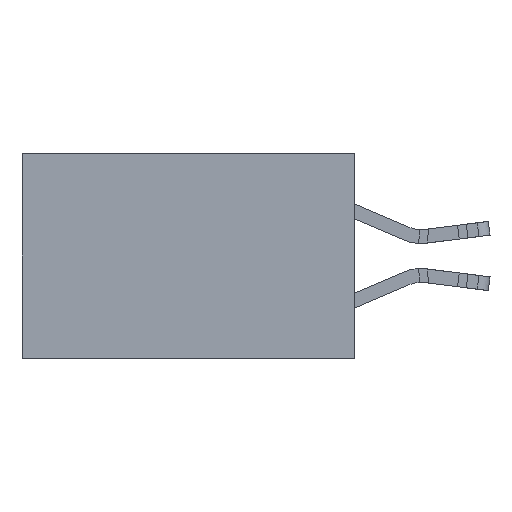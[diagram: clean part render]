
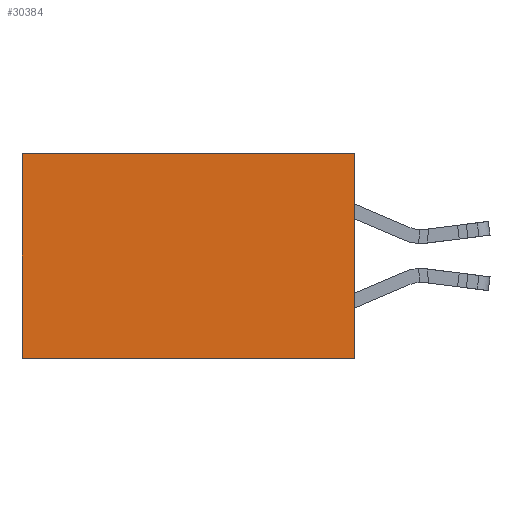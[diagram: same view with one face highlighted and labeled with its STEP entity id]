
A CAD part, left-side view. The second image highlights one B-rep face of the part: STEP entity #30384.
In plain terms, the highlighted planar face has unit normal (-1, 0, 0).
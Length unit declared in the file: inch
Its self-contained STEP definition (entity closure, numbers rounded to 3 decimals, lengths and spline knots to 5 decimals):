
#2009 = EDGE_CURVE ( 'NONE', #11780, #11021, #27478, .T. ) ;
#2594 = ORIENTED_EDGE ( 'NONE', *, *, #26561, .T. ) ;
#3115 = VECTOR ( 'NONE', #25032, 39.37008 ) ;
#3658 = CARTESIAN_POINT ( 'NONE',  ( 0.298, 0.6, 0. ) ) ;
#4208 = CARTESIAN_POINT ( 'NONE',  ( 0.298, 0., 0. ) ) ;
#5148 = CARTESIAN_POINT ( 'NONE',  ( 0.298, 0., 0. ) ) ;
#5759 = LINE ( 'NONE', #22614, #3115 ) ;
#7259 = VECTOR ( 'NONE', #13727, 39.37008 ) ;
#8507 = VECTOR ( 'NONE', #11152, 39.37008 ) ;
#8731 = ORIENTED_EDGE ( 'NONE', *, *, #2009, .F. ) ;
#11021 = VERTEX_POINT ( 'NONE', #12183 ) ;
#11152 = DIRECTION ( 'NONE',  ( 0., 0., -1. ) ) ;
#11277 = CARTESIAN_POINT ( 'NONE',  ( 0.298, 0., 0. ) ) ;
#11780 = VERTEX_POINT ( 'NONE', #5148 ) ;
#12119 = ORIENTED_EDGE ( 'NONE', *, *, #25997, .F. ) ;
#12183 = CARTESIAN_POINT ( 'NONE',  ( 0.298, 0., -0.37 ) ) ;
#13408 = EDGE_CURVE ( 'NONE', #28283, #25355, #17586, .T. ) ;
#13704 = LINE ( 'NONE', #4208, #7259 ) ;
#13727 = DIRECTION ( 'NONE',  ( 0., 1., 0. ) ) ;
#16474 = VECTOR ( 'NONE', #22568, 39.37008 ) ;
#17586 = LINE ( 'NONE', #3658, #16474 ) ;
#17840 = CARTESIAN_POINT ( 'NONE',  ( 0.298, 0.6, 0. ) ) ;
#17907 = CARTESIAN_POINT ( 'NONE',  ( 0.298, 0.6, -0.37 ) ) ;
#18751 = AXIS2_PLACEMENT_3D ( 'NONE', #11277, #28263, #30707 ) ;
#20960 = PLANE ( 'NONE',  #18751 ) ;
#22568 = DIRECTION ( 'NONE',  ( 0., 0., -1. ) ) ;
#22614 = CARTESIAN_POINT ( 'NONE',  ( 0.298, 0., -0.37 ) ) ;
#23091 = CARTESIAN_POINT ( 'NONE',  ( 0.298, 0., 0. ) ) ;
#23471 = ORIENTED_EDGE ( 'NONE', *, *, #13408, .T. ) ;
#25032 = DIRECTION ( 'NONE',  ( 0., 1., 0. ) ) ;
#25355 = VERTEX_POINT ( 'NONE', #17907 ) ;
#25997 = EDGE_CURVE ( 'NONE', #11021, #25355, #5759, .T. ) ;
#26561 = EDGE_CURVE ( 'NONE', #11780, #28283, #13704, .T. ) ;
#27478 = LINE ( 'NONE', #23091, #8507 ) ;
#28263 = DIRECTION ( 'NONE',  ( 1., 0., 0. ) ) ;
#28283 = VERTEX_POINT ( 'NONE', #17840 ) ;
#28676 = FACE_OUTER_BOUND ( 'NONE', #28886, .T. ) ;
#28886 = EDGE_LOOP ( 'NONE', ( #23471, #12119, #8731, #2594 ) ) ;
#30384 = ADVANCED_FACE ( 'NONE', ( #28676 ), #20960, .F. ) ;
#30707 = DIRECTION ( 'NONE',  ( 0., 0., -1. ) ) ;
